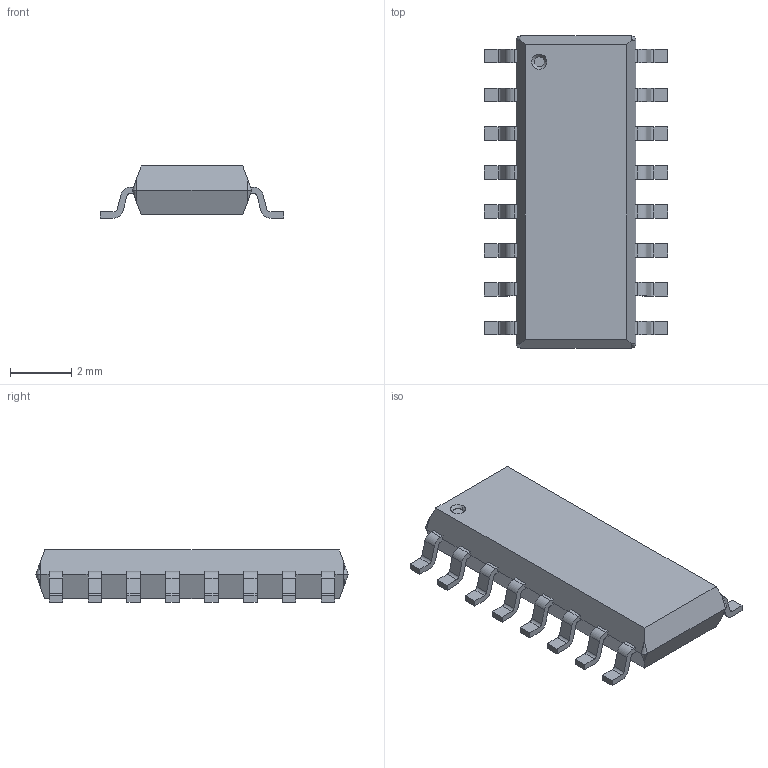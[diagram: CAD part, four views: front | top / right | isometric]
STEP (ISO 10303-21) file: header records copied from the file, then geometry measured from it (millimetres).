
FILE_DESCRIPTION (( 'STEP AP214' ), '1' );
FILE_NAME ('5F3449C2-C681-4F3A-832B-F6C7F7C9B014.STEP', '2023-09-16T19:54:32', ( '' ), ( '' ), 'SwSTEP 2.0', 'SolidWorks 2022', '' );
FILE_SCHEMA (( 'AUTOMOTIVE_DESIGN' ));
Length unit declared in the file: millimetre
Products named in the file (1): 5F3449C2-C681-4F3A-832B-F6C7F7C9B014
Bounding box: 6 x 10.2 x 1.7 mm (x, y, z)
Volume: 59.5 mm3; surface area: 142.6 mm2
Topology: 1 solids, 1 shells, 229 faces, 678 edges, 444 vertices
Faces by surface type: plane 155, cylinder 64, cone 10
Entity records: 10109 total; most frequent: CARTESIAN_POINT 1344, ORIENTED_EDGE 1340, DIRECTION 1266, EDGE_CURVE 670, LINE 534, VECTOR 534, VERTEX_POINT 444, AXIS2_PLACEMENT_3D 366
